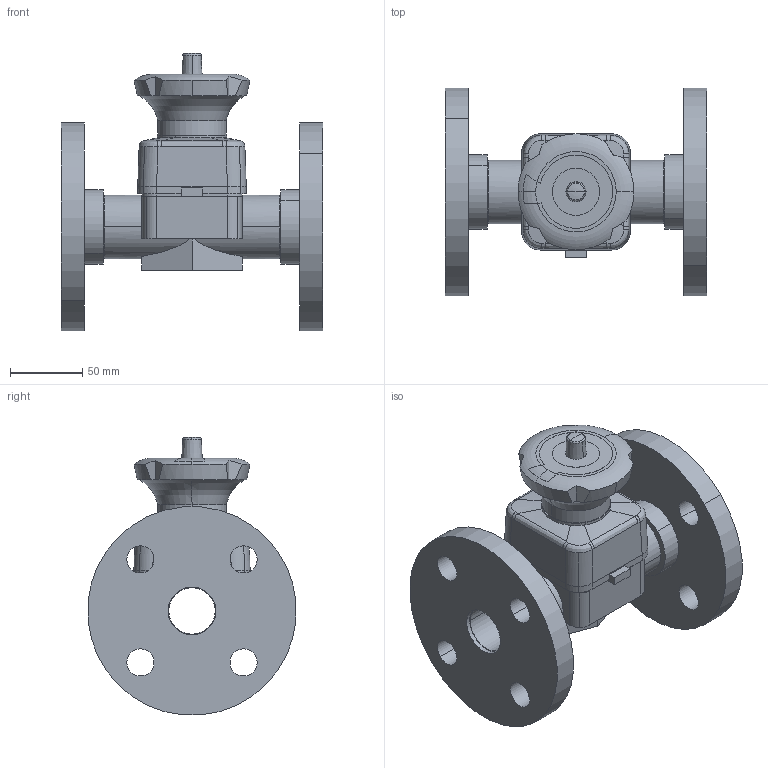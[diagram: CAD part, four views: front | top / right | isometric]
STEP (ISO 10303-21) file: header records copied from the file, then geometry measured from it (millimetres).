
FILE_DESCRIPTION(('STEP AP214'),'1');
FILE_NAME('dkov040e.stp','2017-04-07T15:24:45',('TraceParts'),('TraceParts S.A.'),'Spatial InterOp 3D',' ',' ');
FILE_SCHEMA(('automotive_design'));
Length unit declared in the file: millimetre
Products named in the file (6): dkov040e_1; dkov040e_2; dkov040e_3; dkov040e_4; dkov040e_5; dkov040e_6
Bounding box: 180.5 x 143.45 x 191.68 mm (x, y, z)
Volume: 1018958.7 mm3; surface area: 183611.3 mm2
Topology: 6 solids, 6 shells, 212 faces, 537 edges, 345 vertices
Faces by surface type: cylinder 91, plane 79, bspline 26, torus 8, cone 8
Entity records: 9779 total; most frequent: CARTESIAN_POINT 2778, DIRECTION 1112, ORIENTED_EDGE 1070, EDGE_CURVE 535, AXIS2_PLACEMENT_3D 447, VERTEX_POINT 345, EDGE_LOOP 244, CIRCLE 231
